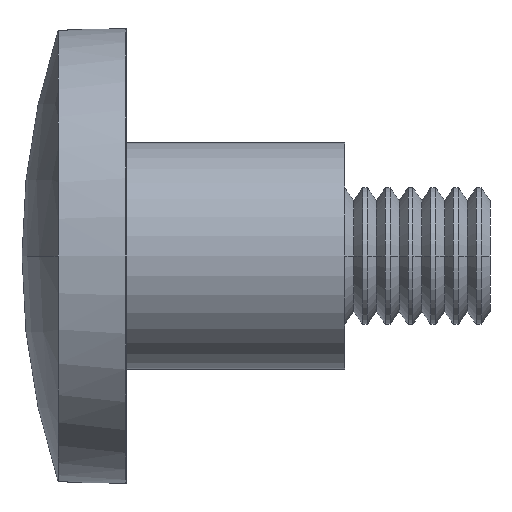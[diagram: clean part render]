
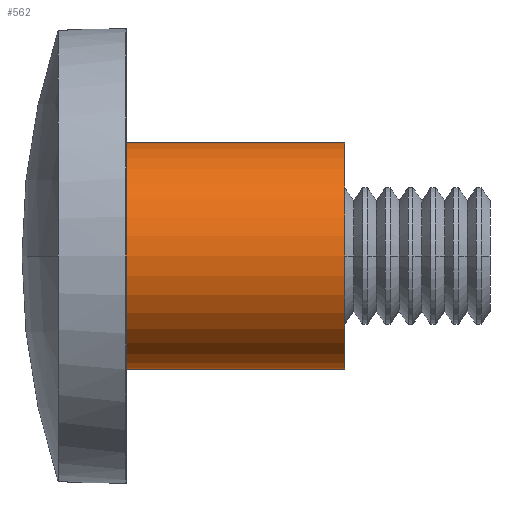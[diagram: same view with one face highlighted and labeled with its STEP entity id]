
A CAD part, front view. The second image highlights one B-rep face of the part: STEP entity #562.
In plain terms, the highlighted cylindrical face has radius 2.5 mm (diameter 5 mm), a partial arc.
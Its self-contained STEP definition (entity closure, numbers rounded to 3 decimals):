
#34 = EDGE_CURVE ( 'NONE', #1386, #502, #1090, .T. ) ;
#59 = CARTESIAN_POINT ( 'NONE',  ( -1000., 0., 0. ) ) ;
#169 = DIRECTION ( 'NONE',  ( -1., 0., 0. ) ) ;
#191 = FACE_OUTER_BOUND ( 'NONE', #1528, .T. ) ;
#259 = CARTESIAN_POINT ( 'NONE',  ( 7.1, 0., -2.5 ) ) ;
#296 = CIRCLE ( 'NONE', #1622, 2.5 ) ;
#310 = AXIS2_PLACEMENT_3D ( 'NONE', #869, #877, #723 ) ;
#397 = VERTEX_POINT ( 'NONE', #259 ) ;
#431 = ORIENTED_EDGE ( 'NONE', *, *, #34, .T. ) ;
#467 = CARTESIAN_POINT ( 'NONE',  ( 7.1, 0., 2.5 ) ) ;
#502 = VERTEX_POINT ( 'NONE', #1708 ) ;
#562 = ADVANCED_FACE ( 'NONE', ( #191 ), #1700, .T. ) ;
#655 = EDGE_CURVE ( 'NONE', #397, #1153, #1409, .T. ) ;
#667 = CARTESIAN_POINT ( 'NONE',  ( 2.3, 0., -2.5 ) ) ;
#678 = DIRECTION ( 'NONE',  ( -1., 0., 0. ) ) ;
#690 = AXIS2_PLACEMENT_3D ( 'NONE', #59, #1130, #734 ) ;
#702 = CARTESIAN_POINT ( 'NONE',  ( 2.3, 0., 0. ) ) ;
#723 = DIRECTION ( 'NONE',  ( 0., 0., 1. ) ) ;
#724 = CARTESIAN_POINT ( 'NONE',  ( -1000., 0., -2.5 ) ) ;
#734 = DIRECTION ( 'NONE',  ( 0., 0., 1. ) ) ;
#761 = VECTOR ( 'NONE', #678, 1000. ) ;
#804 = ORIENTED_EDGE ( 'NONE', *, *, #1670, .T. ) ;
#869 = CARTESIAN_POINT ( 'NONE',  ( 7.1, 0., 0. ) ) ;
#877 = DIRECTION ( 'NONE',  ( -1., 0., 0. ) ) ;
#941 = EDGE_CURVE ( 'NONE', #397, #1386, #1547, .T. ) ;
#1090 = LINE ( 'NONE', #1240, #761 ) ;
#1117 = VECTOR ( 'NONE', #169, 1000. ) ;
#1130 = DIRECTION ( 'NONE',  ( -1., 0., 0. ) ) ;
#1153 = VERTEX_POINT ( 'NONE', #667 ) ;
#1240 = CARTESIAN_POINT ( 'NONE',  ( -1000., 0., 2.5 ) ) ;
#1250 = DIRECTION ( 'NONE',  ( 1., 0., 0. ) ) ;
#1365 = DIRECTION ( 'NONE',  ( 0., 0., 1. ) ) ;
#1386 = VERTEX_POINT ( 'NONE', #467 ) ;
#1409 = LINE ( 'NONE', #724, #1117 ) ;
#1528 = EDGE_LOOP ( 'NONE', ( #1620, #1559, #431, #804 ) ) ;
#1547 = CIRCLE ( 'NONE', #310, 2.5 ) ;
#1559 = ORIENTED_EDGE ( 'NONE', *, *, #941, .T. ) ;
#1620 = ORIENTED_EDGE ( 'NONE', *, *, #655, .F. ) ;
#1622 = AXIS2_PLACEMENT_3D ( 'NONE', #702, #1250, #1365 ) ;
#1670 = EDGE_CURVE ( 'NONE', #502, #1153, #296, .T. ) ;
#1700 = CYLINDRICAL_SURFACE ( 'NONE', #690, 2.5 ) ;
#1708 = CARTESIAN_POINT ( 'NONE',  ( 2.3, 0., 2.5 ) ) ;
